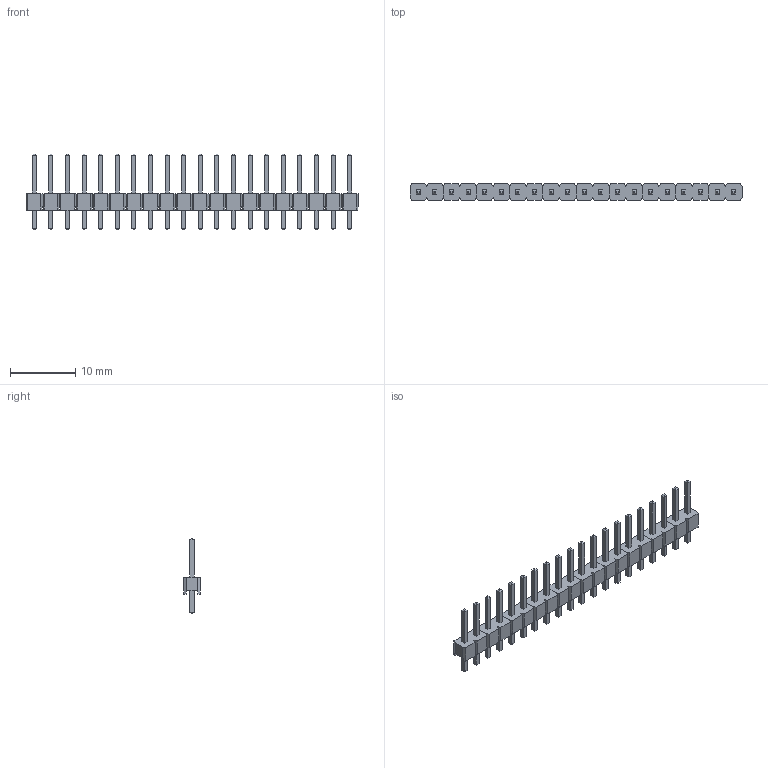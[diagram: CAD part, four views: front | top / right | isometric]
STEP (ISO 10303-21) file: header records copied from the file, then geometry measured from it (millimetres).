
FILE_DESCRIPTION (( 'STEP AP214' ), '1' );
FILE_NAME ('Connector 20 PIN Wurth.STEP', '2023-01-05T19:07:02', ( '' ), ( '' ), 'SwSTEP 2.0', 'SolidWorks 2021', '' );
FILE_SCHEMA (( 'AUTOMOTIVE_DESIGN' ));
Length unit declared in the file: metre
Products named in the file (1): Connector 20 PIN Wurth
Bounding box: 50.8 x 2.54 x 11.54 mm (x, y, z)
Volume: 345.7 mm3; surface area: 1354.8 mm2
Topology: 30 solids, 30 shells, 600 faces, 1460 edges, 920 vertices
Faces by surface type: plane 600
Entity records: 19999 total; most frequent: CARTESIAN_POINT 2981, ORIENTED_EDGE 2920, DIRECTION 2662, LINE 1460, VECTOR 1460, EDGE_CURVE 1460, VERTEX_POINT 920, EDGE_LOOP 640
